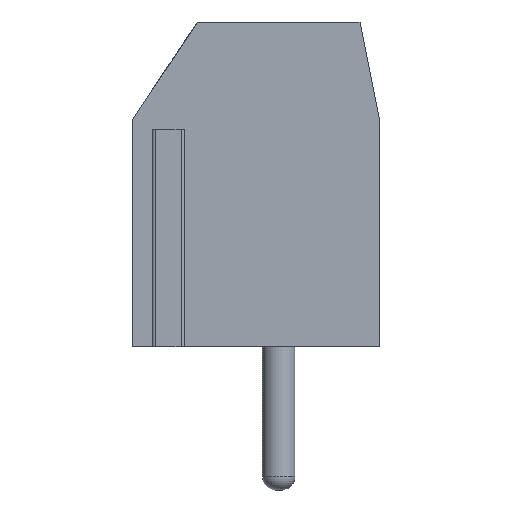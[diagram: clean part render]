
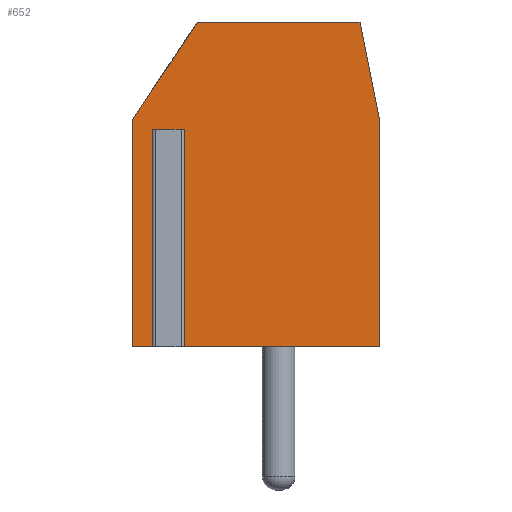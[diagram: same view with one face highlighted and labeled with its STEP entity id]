
A CAD part, left-side view. The second image highlights one B-rep face of the part: STEP entity #652.
In plain terms, the highlighted planar face has unit normal (-1, 0, 0).
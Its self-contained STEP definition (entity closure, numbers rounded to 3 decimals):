
#652=ADVANCED_FACE('',(#1914),#1916,.T.);
#1914=FACE_BOUND('',#1915,.T.);
#1915=EDGE_LOOP('',(#3007,#3008,#3009,#3010,#3011,#3012,#3013,#3014,#3015,#3016));
#1916=PLANE('',#1917);
#1917=AXIS2_PLACEMENT_3D('',#1918,#1919,#1920);
#1918=CARTESIAN_POINT('',(-2.5,0.,0.));
#1919=DIRECTION('',(-1.,0.,0.));
#1920=DIRECTION('',(0.,0.,-1.));
#3007=ORIENTED_EDGE('',*,*,#3642,.F.);
#3008=ORIENTED_EDGE('',*,*,#3556,.T.);
#3009=ORIENTED_EDGE('',*,*,#3613,.T.);
#3010=ORIENTED_EDGE('',*,*,#3603,.T.);
#3011=ORIENTED_EDGE('',*,*,#3590,.T.);
#3012=ORIENTED_EDGE('',*,*,#3585,.T.);
#3013=ORIENTED_EDGE('',*,*,#3577,.T.);
#3014=ORIENTED_EDGE('',*,*,#3562,.T.);
#3015=ORIENTED_EDGE('',*,*,#3643,.F.);
#3016=ORIENTED_EDGE('',*,*,#3644,.F.);
#3556=EDGE_CURVE('',#3926,#3924,#3927,.T.);
#3562=EDGE_CURVE('',#3938,#3936,#3939,.T.);
#3577=EDGE_CURVE('',#3961,#3938,#3962,.T.);
#3585=EDGE_CURVE('',#3974,#3961,#3975,.T.);
#3590=EDGE_CURVE('',#3982,#3974,#3983,.T.);
#3603=EDGE_CURVE('',#4007,#3982,#4008,.T.);
#3613=EDGE_CURVE('',#3924,#4007,#4025,.T.);
#3642=EDGE_CURVE('',#3926,#4071,#4072,.T.);
#3643=EDGE_CURVE('',#4073,#3936,#4074,.T.);
#3644=EDGE_CURVE('',#4071,#4073,#4075,.F.);
#3924=VERTEX_POINT('',#4553);
#3926=VERTEX_POINT('',#4557);
#3927=LINE('',#4558,#4559);
#3936=VERTEX_POINT('',#4579);
#3938=VERTEX_POINT('',#4583);
#3939=LINE('',#4584,#4585);
#3961=VERTEX_POINT('',#4639);
#3962=LINE('',#4640,#4641);
#3974=VERTEX_POINT('',#4678);
#3975=LINE('',#4679,#4680);
#3982=VERTEX_POINT('',#4701);
#3983=LINE('',#4702,#4703);
#4007=VERTEX_POINT('',#4755);
#4008=LINE('',#4756,#4757);
#4025=LINE('',#4793,#4794);
#4071=VERTEX_POINT('',#4900);
#4072=LINE('',#4901,#4902);
#4073=VERTEX_POINT('',#4904);
#4074=LINE('',#4905,#4906);
#4075=LINE('',#4908,#4909);
#4553=CARTESIAN_POINT('',(-2.5,-3.1,0.));
#4557=CARTESIAN_POINT('',(-2.5,3.1,0.));
#4558=CARTESIAN_POINT('',(-2.5,3.1,0.));
#4559=VECTOR('',#4560,1.);
#4560=DIRECTION('',(0.,-1.,0.));
#4579=CARTESIAN_POINT('',(-2.5,3.7,0.));
#4583=CARTESIAN_POINT('',(-2.5,4.5,0.));
#4584=CARTESIAN_POINT('',(-2.5,4.5,0.));
#4585=VECTOR('',#4586,1.);
#4586=DIRECTION('',(0.,-1.,0.));
#4639=CARTESIAN_POINT('',(-2.5,4.5,7.));
#4640=CARTESIAN_POINT('',(-2.5,4.5,7.));
#4641=VECTOR('',#4642,1.);
#4642=DIRECTION('',(0.,0.,-1.));
#4678=CARTESIAN_POINT('',(-2.5,2.5,10.));
#4679=CARTESIAN_POINT('',(-2.5,2.5,10.));
#4680=VECTOR('',#4681,1.);
#4681=DIRECTION('',(0.,0.555,-0.832));
#4701=CARTESIAN_POINT('',(-2.5,-2.5,10.));
#4702=CARTESIAN_POINT('',(-2.5,-2.5,10.));
#4703=VECTOR('',#4704,1.);
#4704=DIRECTION('',(0.,1.,0.));
#4755=CARTESIAN_POINT('',(-2.5,-3.1,7.));
#4756=CARTESIAN_POINT('',(-2.5,-3.1,7.));
#4757=VECTOR('',#4758,1.);
#4758=DIRECTION('',(0.,0.196,0.981));
#4793=CARTESIAN_POINT('',(-2.5,-3.1,0.));
#4794=VECTOR('',#4795,1.);
#4795=DIRECTION('',(0.,0.,1.));
#4900=CARTESIAN_POINT('',(-2.5,3.1,6.7));
#4901=CARTESIAN_POINT('',(-2.5,3.1,0.));
#4902=VECTOR('',#4903,1.);
#4903=DIRECTION('',(0.,0.,1.));
#4904=CARTESIAN_POINT('',(-2.5,3.7,6.7));
#4905=CARTESIAN_POINT('',(-2.5,3.7,6.7));
#4906=VECTOR('',#4907,1.);
#4907=DIRECTION('',(0.,0.,-1.));
#4908=CARTESIAN_POINT('',(-2.5,3.7,6.7));
#4909=VECTOR('',#4910,1.);
#4910=DIRECTION('',(0.,-1.,0.));
